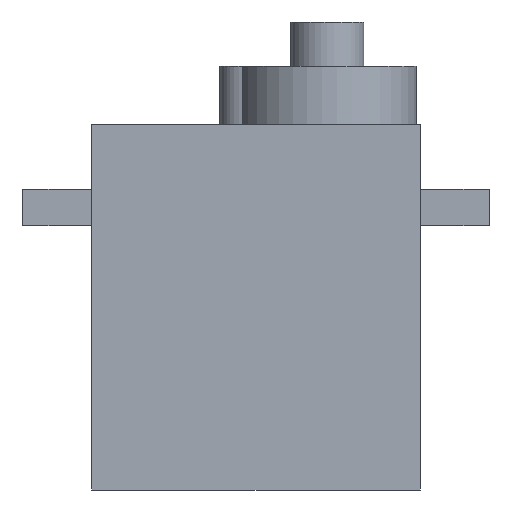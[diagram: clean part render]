
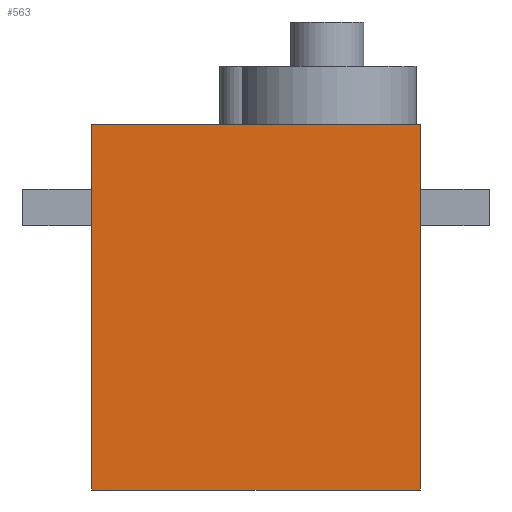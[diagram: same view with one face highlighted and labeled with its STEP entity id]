
A CAD part, front view. The second image highlights one B-rep face of the part: STEP entity #563.
In plain terms, the highlighted planar face has unit normal (0, -1, 0).
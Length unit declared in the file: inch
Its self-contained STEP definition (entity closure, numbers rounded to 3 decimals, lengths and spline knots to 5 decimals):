
#77=FACE_OUTER_BOUND('',#113,.T.);
#113=EDGE_LOOP('',(#389,#390,#391,#392));
#149=LINE('',#920,#209);
#150=LINE('',#922,#210);
#151=LINE('',#924,#211);
#152=LINE('',#925,#212);
#209=VECTOR('',#739,0.3937);
#210=VECTOR('',#740,0.3937);
#211=VECTOR('',#741,0.3937);
#212=VECTOR('',#742,0.3937);
#269=VERTEX_POINT('',#918);
#270=VERTEX_POINT('',#919);
#271=VERTEX_POINT('',#921);
#272=VERTEX_POINT('',#923);
#317=EDGE_CURVE('',#269,#270,#149,.T.);
#318=EDGE_CURVE('',#270,#271,#150,.T.);
#319=EDGE_CURVE('',#272,#271,#151,.T.);
#320=EDGE_CURVE('',#269,#272,#152,.T.);
#389=ORIENTED_EDGE('',*,*,#317,.T.);
#390=ORIENTED_EDGE('',*,*,#318,.T.);
#391=ORIENTED_EDGE('',*,*,#319,.F.);
#392=ORIENTED_EDGE('',*,*,#320,.F.);
#533=PLANE('',#674);
#563=ADVANCED_FACE('',(#77),#533,.T.);
#674=AXIS2_PLACEMENT_3D('',#917,#737,#738);
#737=DIRECTION('center_axis',(0.,-1.,0.));
#738=DIRECTION('ref_axis',(1.,0.,0.));
#739=DIRECTION('',(1.,0.,0.));
#740=DIRECTION('',(0.,0.,1.));
#741=DIRECTION('',(1.,0.,0.));
#742=DIRECTION('',(0.,0.,1.));
#917=CARTESIAN_POINT('Origin',(-0.44094,-0.24606,0.));
#918=CARTESIAN_POINT('',(-0.44094,-0.24606,0.));
#919=CARTESIAN_POINT('',(0.44094,-0.24606,0.));
#920=CARTESIAN_POINT('',(-0.44094,-0.24606,0.));
#921=CARTESIAN_POINT('',(0.44094,-0.24606,0.98));
#922=CARTESIAN_POINT('',(0.44094,-0.24606,0.));
#923=CARTESIAN_POINT('',(-0.44094,-0.24606,0.98));
#924=CARTESIAN_POINT('',(-0.44094,-0.24606,0.98));
#925=CARTESIAN_POINT('',(-0.44094,-0.24606,0.));
